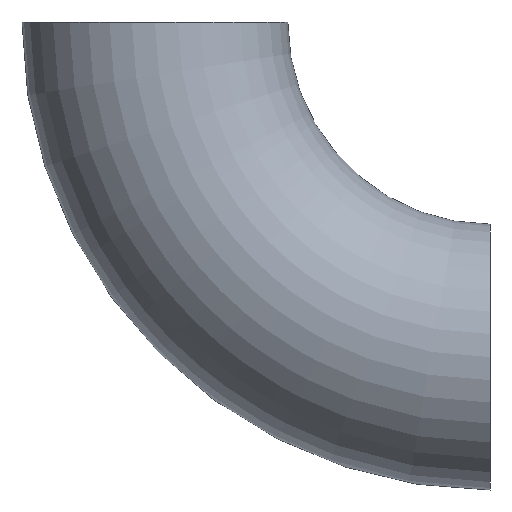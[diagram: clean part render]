
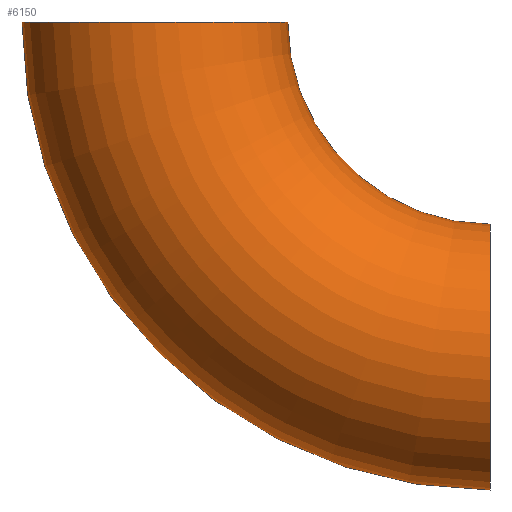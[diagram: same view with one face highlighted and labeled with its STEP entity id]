
A CAD part, left-side view. The second image highlights one B-rep face of the part: STEP entity #6150.
In plain terms, the highlighted toroidal (fillet/blend) face has major radius 76 mm and minor radius 30.15 mm.
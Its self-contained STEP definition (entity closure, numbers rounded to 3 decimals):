
#484 = AXIS2_PLACEMENT_3D ( 'NONE', #6345, #1158, #8196 ) ;
#950 = CARTESIAN_POINT ( 'NONE',  ( 0., 106.15, 0. ) ) ;
#1158 = DIRECTION ( 'NONE',  ( 0., 0., 1. ) ) ;
#1419 = ORIENTED_EDGE ( 'NONE', *, *, #9161, .F. ) ;
#2220 = CARTESIAN_POINT ( 'NONE',  ( 0., 0., 0. ) ) ;
#2352 = DIRECTION ( 'NONE',  ( 0., 0., 1. ) ) ;
#2780 = VERTEX_POINT ( 'NONE', #950 ) ;
#3120 = DIRECTION ( 'NONE',  ( 0., 1., 0. ) ) ;
#3732 = CARTESIAN_POINT ( 'NONE',  ( 0., 0., -106.15 ) ) ;
#4012 = ORIENTED_EDGE ( 'NONE', *, *, #11869, .T. ) ;
#4722 = CIRCLE ( 'NONE', #8065, 30.15 ) ;
#4870 = AXIS2_PLACEMENT_3D ( 'NONE', #8496, #10646, #5604 ) ;
#5169 = CARTESIAN_POINT ( 'NONE',  ( 0., 0., -76. ) ) ;
#5604 = DIRECTION ( 'NONE',  ( 0., 0., 1. ) ) ;
#6150 = ADVANCED_FACE ( 'NONE', ( #11192 ), #6974, .T. ) ;
#6345 = CARTESIAN_POINT ( 'NONE',  ( 0., 76., 0. ) ) ;
#6394 = CARTESIAN_POINT ( 'NONE',  ( 0., 45.85, 0. ) ) ;
#6477 = CIRCLE ( 'NONE', #4870, 45.85 ) ;
#6785 = CARTESIAN_POINT ( 'NONE',  ( 0., 0., -45.85 ) ) ;
#6935 = DIRECTION ( 'NONE',  ( 0., 0., 1. ) ) ;
#6974 = TOROIDAL_SURFACE ( 'NONE', #8394, 76., 30.15 ) ;
#7234 = EDGE_CURVE ( 'NONE', #2780, #11177, #11030, .T. ) ;
#8065 = AXIS2_PLACEMENT_3D ( 'NONE', #5169, #3120, #10046 ) ;
#8196 = DIRECTION ( 'NONE',  ( 0., -1., 0. ) ) ;
#8394 = AXIS2_PLACEMENT_3D ( 'NONE', #11931, #12862, #6935 ) ;
#8449 = EDGE_CURVE ( 'NONE', #10323, #12753, #6477, .T. ) ;
#8496 = CARTESIAN_POINT ( 'NONE',  ( 0., 0., 0. ) ) ;
#9161 = EDGE_CURVE ( 'NONE', #2780, #10323, #12252, .T. ) ;
#9380 = DIRECTION ( 'NONE',  ( -1., 0., 0. ) ) ;
#10046 = DIRECTION ( 'NONE',  ( 0., 0., 1. ) ) ;
#10061 = ORIENTED_EDGE ( 'NONE', *, *, #8449, .F. ) ;
#10323 = VERTEX_POINT ( 'NONE', #6394 ) ;
#10333 = AXIS2_PLACEMENT_3D ( 'NONE', #2220, #9380, #2352 ) ;
#10646 = DIRECTION ( 'NONE',  ( -1., 0., 0. ) ) ;
#11030 = CIRCLE ( 'NONE', #10333, 106.15 ) ;
#11177 = VERTEX_POINT ( 'NONE', #3732 ) ;
#11192 = FACE_OUTER_BOUND ( 'NONE', #12122, .T. ) ;
#11869 = EDGE_CURVE ( 'NONE', #11177, #12753, #4722, .T. ) ;
#11931 = CARTESIAN_POINT ( 'NONE',  ( 0., 0., 0. ) ) ;
#12122 = EDGE_LOOP ( 'NONE', ( #1419, #12835, #4012, #10061 ) ) ;
#12252 = CIRCLE ( 'NONE', #484, 30.15 ) ;
#12753 = VERTEX_POINT ( 'NONE', #6785 ) ;
#12835 = ORIENTED_EDGE ( 'NONE', *, *, #7234, .T. ) ;
#12862 = DIRECTION ( 'NONE',  ( -1., 0., 0. ) ) ;
